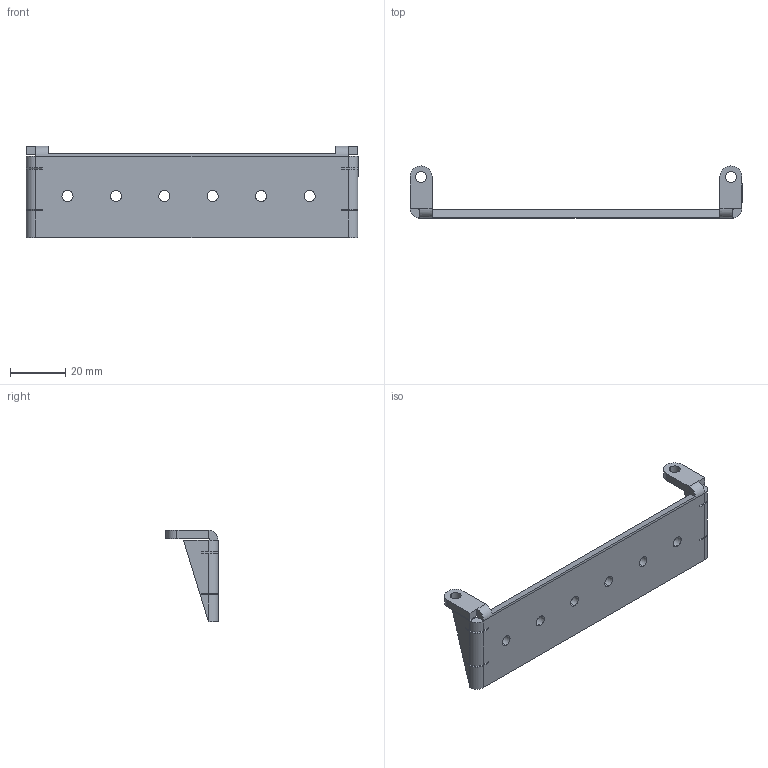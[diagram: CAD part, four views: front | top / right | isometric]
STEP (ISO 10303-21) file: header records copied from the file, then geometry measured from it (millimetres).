
FILE_DESCRIPTION (( 'STEP AP214' ), '1' );
FILE_NAME ('Ðàäèàòîð äëÿ òðàíçèñòîðîôô.STEP', '2023-02-08T11:33:01', ( '' ), ( '' ), 'SwSTEP 2.0', 'SolidWorks 2021', '' );
FILE_SCHEMA (( 'AUTOMOTIVE_DESIGN' ));
Length unit declared in the file: millimetre
Products named in the file (1): Ðàäèàòîð äëÿ òðàíçèñòîðîôô
Bounding box: 120 x 18.86 x 33 mm (x, y, z)
Volume: 11975.1 mm3; surface area: 9606.9 mm2
Topology: 1 solids, 1 shells, 88 faces, 230 edges, 144 vertices
Faces by surface type: plane 54, cylinder 34
Entity records: 2748 total; most frequent: DIRECTION 480, CARTESIAN_POINT 463, ORIENTED_EDGE 460, EDGE_CURVE 230, AXIS2_PLACEMENT_3D 161, VECTOR 158, LINE 158, VERTEX_POINT 144
